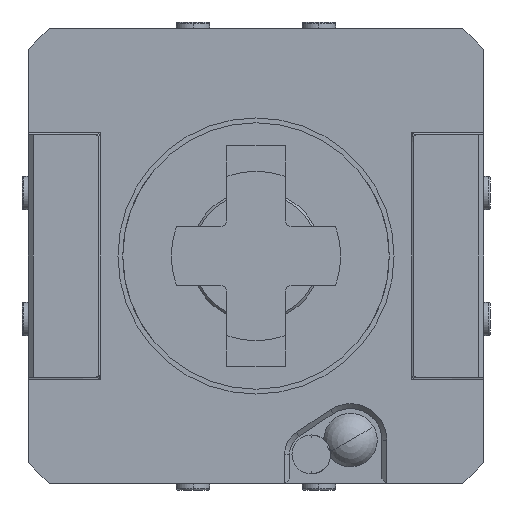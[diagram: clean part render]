
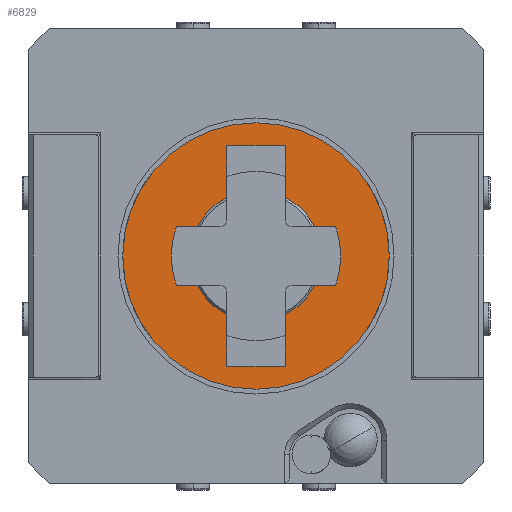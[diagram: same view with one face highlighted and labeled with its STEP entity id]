
A CAD part, left-side view. The second image highlights one B-rep face of the part: STEP entity #6829.
In plain terms, the highlighted planar face has unit normal (-1, 0, 0).
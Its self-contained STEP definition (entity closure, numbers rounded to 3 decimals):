
#1511=CARTESIAN_POINT('',(-56.5,0.,0.));
#1512=DIRECTION('',(1.,0.,0.));
#1513=DIRECTION('',(0.,1.,0.));
#1514=AXIS2_PLACEMENT_3D('',#1511,#1512,#1513);
#1516=CARTESIAN_POINT('',(-56.5,0.,0.));
#1517=DIRECTION('',(-1.,0.,0.));
#1518=DIRECTION('',(0.,1.,0.));
#1519=AXIS2_PLACEMENT_3D('',#1516,#1517,#1518);
#1521=DIRECTION('',(0.,1.,0.));
#1522=VECTOR('',#1521,12.);
#1523=CARTESIAN_POINT('',(-56.5,-6.,13.75));
#1524=LINE('',#1523,#1522);
#1525=DIRECTION('',(0.,0.,1.));
#1526=VECTOR('',#1525,9.);
#1527=CARTESIAN_POINT('',(-56.5,-6.,13.75));
#1528=LINE('',#1527,#1526);
#1529=DIRECTION('',(0.,1.,0.));
#1530=VECTOR('',#1529,12.);
#1531=CARTESIAN_POINT('',(-56.5,-6.,22.75));
#1532=LINE('',#1531,#1530);
#1533=DIRECTION('',(0.,0.,1.));
#1534=VECTOR('',#1533,9.);
#1535=CARTESIAN_POINT('',(-56.5,6.,13.75));
#1536=LINE('',#1535,#1534);
#1537=DIRECTION('',(0.,-1.,0.));
#1538=VECTOR('',#1537,12.);
#1539=CARTESIAN_POINT('',(-56.5,6.,-13.75));
#1540=LINE('',#1539,#1538);
#1541=DIRECTION('',(0.,0.,-1.));
#1542=VECTOR('',#1541,9.);
#1543=CARTESIAN_POINT('',(-56.5,6.,-13.75));
#1544=LINE('',#1543,#1542);
#1545=DIRECTION('',(0.,-1.,0.));
#1546=VECTOR('',#1545,12.);
#1547=CARTESIAN_POINT('',(-56.5,6.,-22.75));
#1548=LINE('',#1547,#1546);
#1549=DIRECTION('',(0.,0.,-1.));
#1550=VECTOR('',#1549,9.);
#1551=CARTESIAN_POINT('',(-56.5,-6.,-13.75));
#1552=LINE('',#1551,#1550);
#1622=CARTESIAN_POINT('',(-56.5,0.,0.));
#1623=DIRECTION('',(-1.,0.,0.));
#1624=DIRECTION('',(0.,1.,0.));
#1625=AXIS2_PLACEMENT_3D('',#1622,#1623,#1624);
#1665=CARTESIAN_POINT('',(-56.5,0.,0.));
#1666=DIRECTION('',(1.,0.,0.));
#1667=DIRECTION('',(0.,1.,0.));
#1668=AXIS2_PLACEMENT_3D('',#1665,#1666,#1667);
#4175=CARTESIAN_POINT('',(-56.5,27.5,0.));
#4176=CARTESIAN_POINT('',(-56.5,-27.5,0.));
#4177=VERTEX_POINT('',#4175);
#4178=VERTEX_POINT('',#4176);
#4179=CARTESIAN_POINT('',(-56.5,13.5,0.));
#4180=CARTESIAN_POINT('',(-56.5,-13.5,0.));
#4181=VERTEX_POINT('',#4179);
#4182=VERTEX_POINT('',#4180);
#4767=CARTESIAN_POINT('',(-56.5,-6.,13.75));
#4768=CARTESIAN_POINT('',(-56.5,6.,13.75));
#4769=VERTEX_POINT('',#4767);
#4770=VERTEX_POINT('',#4768);
#4771=CARTESIAN_POINT('',(-56.5,-6.,22.75));
#4772=CARTESIAN_POINT('',(-56.5,6.,22.75));
#4773=VERTEX_POINT('',#4771);
#4774=VERTEX_POINT('',#4772);
#4783=CARTESIAN_POINT('',(-56.5,6.,-13.75));
#4784=CARTESIAN_POINT('',(-56.5,-6.,-13.75));
#4785=VERTEX_POINT('',#4783);
#4786=VERTEX_POINT('',#4784);
#4787=CARTESIAN_POINT('',(-56.5,6.,-22.75));
#4788=CARTESIAN_POINT('',(-56.5,-6.,-22.75));
#4789=VERTEX_POINT('',#4787);
#4790=VERTEX_POINT('',#4788);
#6794=CARTESIAN_POINT('',(-56.5,0.,0.));
#6795=DIRECTION('',(1.,0.,0.));
#6796=DIRECTION('',(0.,-1.,0.));
#6797=AXIS2_PLACEMENT_3D('',#6794,#6795,#6796);
#6798=PLANE('',#6797);
#6799=ORIENTED_EDGE('',*,*,#6739,.T.);
#6800=ORIENTED_EDGE('',*,*,#6686,.F.);
#6801=EDGE_LOOP('',(#6799,#6800));
#6802=FACE_OUTER_BOUND('',#6801,.F.);
#6804=ORIENTED_EDGE('',*,*,#6803,.T.);
#6806=ORIENTED_EDGE('',*,*,#6805,.F.);
#6807=EDGE_LOOP('',(#6804,#6806));
#6808=FACE_BOUND('',#6807,.F.);
#6810=ORIENTED_EDGE('',*,*,#6809,.F.);
#6812=ORIENTED_EDGE('',*,*,#6811,.T.);
#6814=ORIENTED_EDGE('',*,*,#6813,.T.);
#6816=ORIENTED_EDGE('',*,*,#6815,.F.);
#6817=EDGE_LOOP('',(#6810,#6812,#6814,#6816));
#6818=FACE_BOUND('',#6817,.F.);
#6820=ORIENTED_EDGE('',*,*,#6819,.F.);
#6822=ORIENTED_EDGE('',*,*,#6821,.T.);
#6824=ORIENTED_EDGE('',*,*,#6823,.T.);
#6826=ORIENTED_EDGE('',*,*,#6825,.F.);
#6827=EDGE_LOOP('',(#6820,#6822,#6824,#6826));
#6828=FACE_BOUND('',#6827,.F.);
#6829=ADVANCED_FACE('',(#6802,#6808,#6818,#6828),#6798,.F.);
#1515=CIRCLE('',#1514,27.5);
#1520=CIRCLE('',#1519,27.5);
#1626=CIRCLE('',#1625,13.5);
#1669=CIRCLE('',#1668,13.5);
#6686=EDGE_CURVE('',#4177,#4178,#1520,.T.);
#6739=EDGE_CURVE('',#4177,#4178,#1515,.T.);
#6803=EDGE_CURVE('',#4181,#4182,#1626,.T.);
#6805=EDGE_CURVE('',#4181,#4182,#1669,.T.);
#6809=EDGE_CURVE('',#4769,#4770,#1524,.T.);
#6811=EDGE_CURVE('',#4769,#4773,#1528,.T.);
#6813=EDGE_CURVE('',#4773,#4774,#1532,.T.);
#6815=EDGE_CURVE('',#4770,#4774,#1536,.T.);
#6819=EDGE_CURVE('',#4785,#4786,#1540,.T.);
#6821=EDGE_CURVE('',#4785,#4789,#1544,.T.);
#6823=EDGE_CURVE('',#4789,#4790,#1548,.T.);
#6825=EDGE_CURVE('',#4786,#4790,#1552,.T.);
